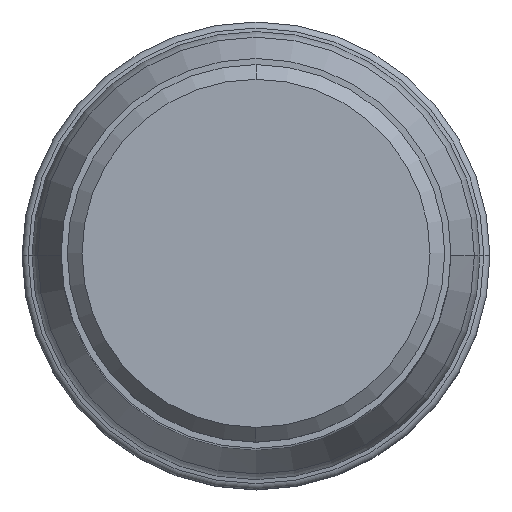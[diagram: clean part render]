
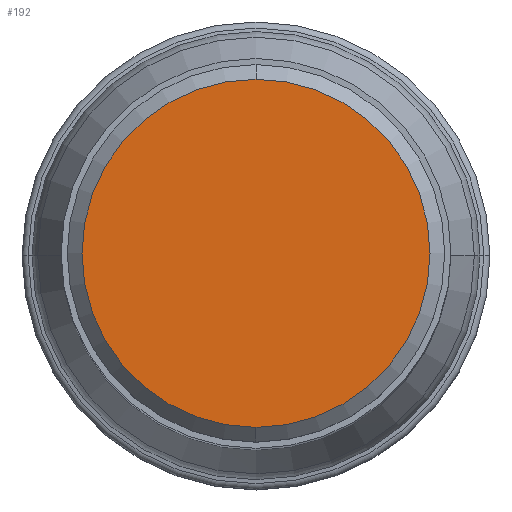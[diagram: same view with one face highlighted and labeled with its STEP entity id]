
A CAD part, top view. The second image highlights one B-rep face of the part: STEP entity #192.
In plain terms, the highlighted planar face has unit normal (0, 0, 1).
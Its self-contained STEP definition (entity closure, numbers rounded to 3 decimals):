
#29=PLANE('',#1355);
#192=ADVANCED_FACE('',(#261),#29,.F.);
#261=FACE_OUTER_BOUND('',#329,.T.);
#329=EDGE_LOOP('',(#591,#592));
#591=ORIENTED_EDGE('',*,*,#863,.T.);
#592=ORIENTED_EDGE('',*,*,#861,.T.);
#718=VERTEX_POINT('',#3304);
#719=VERTEX_POINT('',#3306);
#861=EDGE_CURVE('',#719,#718,#1037,.T.);
#863=EDGE_CURVE('',#718,#719,#1038,.T.);
#1037=CIRCLE('',#1351,14.175);
#1038=CIRCLE('',#1353,14.175);
#1351=AXIS2_PLACEMENT_3D('',#3305,#1682,#1683);
#1353=AXIS2_PLACEMENT_3D('',#3309,#1687,#1688);
#1355=AXIS2_PLACEMENT_3D('',#3311,#1691,#1692);
#1682=DIRECTION('',(0.,0.,1.));
#1683=DIRECTION('',(0.,1.,0.));
#1687=DIRECTION('',(0.,0.,1.));
#1688=DIRECTION('',(0.,-1.,0.));
#1691=DIRECTION('',(0.,0.,-1.));
#1692=DIRECTION('',(1.,0.,0.));
#3304=CARTESIAN_POINT('',(0.,-14.175,0.));
#3305=CARTESIAN_POINT('',(0.,0.,0.));
#3306=CARTESIAN_POINT('',(0.,14.175,0.));
#3309=CARTESIAN_POINT('',(0.,0.,0.));
#3311=CARTESIAN_POINT('',(0.,0.,0.));
